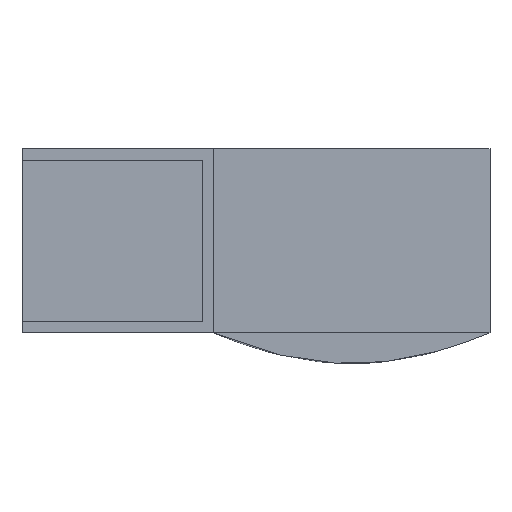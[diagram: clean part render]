
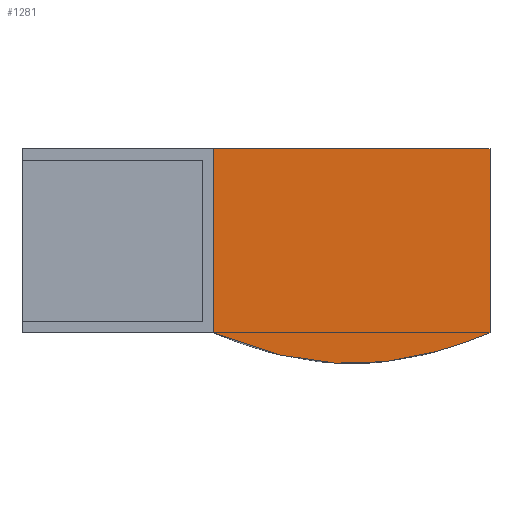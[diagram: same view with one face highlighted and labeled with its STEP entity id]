
A CAD part, front view. The second image highlights one B-rep face of the part: STEP entity #1281.
In plain terms, the highlighted planar face has unit normal (0, -1, 0).
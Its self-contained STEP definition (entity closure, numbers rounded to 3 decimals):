
#96=(
BOUNDED_CURVE()
B_SPLINE_CURVE(5,(#2212,#2213,#2214,#2215,#2216,#2217,#2218,#2219,#2220,
#2221,#2222,#2223,#2224,#2225,#2226),.UNSPECIFIED.,.F.,.F.)
B_SPLINE_CURVE_WITH_KNOTS((6,1,1,1,1,1,1,1,1,1,6),(0.,0.1,0.2,0.3,0.4,0.5,
0.6,0.7,0.8,0.9,1.),.UNSPECIFIED.)
CURVE()
GEOMETRIC_REPRESENTATION_ITEM()
RATIONAL_B_SPLINE_CURVE((1.,1.,1.,1.,1.,1.,1.,1.,1.,1.,1.,1.,1.,1.,1.))
REPRESENTATION_ITEM('')
);
#190=FACE_OUTER_BOUND('',#284,.T.);
#284=EDGE_LOOP('',(#1118,#1119,#1120,#1121));
#400=LINE('',#2235,#524);
#403=LINE('',#2239,#527);
#405=LINE('',#2242,#529);
#524=VECTOR('',#1767,10.);
#527=VECTOR('',#1772,10.);
#529=VECTOR('',#1776,10.);
#626=VERTEX_POINT('',#2209);
#627=VERTEX_POINT('',#2211);
#630=VERTEX_POINT('',#2232);
#631=VERTEX_POINT('',#2234);
#788=EDGE_CURVE('',#627,#626,#96,.T.);
#792=EDGE_CURVE('',#631,#630,#400,.T.);
#795=EDGE_CURVE('',#626,#631,#403,.T.);
#797=EDGE_CURVE('',#630,#627,#405,.T.);
#1118=ORIENTED_EDGE('',*,*,#797,.T.);
#1119=ORIENTED_EDGE('',*,*,#788,.T.);
#1120=ORIENTED_EDGE('',*,*,#795,.T.);
#1121=ORIENTED_EDGE('',*,*,#792,.T.);
#1197=PLANE('',#1424);
#1281=ADVANCED_FACE('',(#190),#1197,.T.);
#1424=AXIS2_PLACEMENT_3D('',#2243,#1777,#1778);
#1767=DIRECTION('',(-1.,0.,0.));
#1772=DIRECTION('',(0.,0.,1.));
#1776=DIRECTION('',(0.,0.,-1.));
#1777=DIRECTION('center_axis',(0.,-1.,0.));
#1778=DIRECTION('ref_axis',(0.,0.,-1.));
#2209=CARTESIAN_POINT('',(48.5,-445.,-12.));
#2211=CARTESIAN_POINT('',(12.5,-445.,-12.));
#2212=CARTESIAN_POINT('Ctrl Pts',(12.5,-445.,-12.));
#2213=CARTESIAN_POINT('Ctrl Pts',(13.22,-445.,-12.303));
#2214=CARTESIAN_POINT('Ctrl Pts',(14.66,-445.,-12.884));
#2215=CARTESIAN_POINT('Ctrl Pts',(16.82,-445.,-13.675));
#2216=CARTESIAN_POINT('Ctrl Pts',(19.7,-445.,-14.568));
#2217=CARTESIAN_POINT('Ctrl Pts',(23.3,-445.,-15.396));
#2218=CARTESIAN_POINT('Ctrl Pts',(26.9,-445.,-15.912));
#2219=CARTESIAN_POINT('Ctrl Pts',(30.5,-445.,-16.088));
#2220=CARTESIAN_POINT('Ctrl Pts',(34.1,-445.,-15.912));
#2221=CARTESIAN_POINT('Ctrl Pts',(37.7,-445.,-15.396));
#2222=CARTESIAN_POINT('Ctrl Pts',(41.3,-445.,-14.568));
#2223=CARTESIAN_POINT('Ctrl Pts',(44.18,-445.,-13.675));
#2224=CARTESIAN_POINT('Ctrl Pts',(46.34,-445.,-12.884));
#2225=CARTESIAN_POINT('Ctrl Pts',(47.78,-445.,-12.303));
#2226=CARTESIAN_POINT('Ctrl Pts',(48.5,-445.,-12.));
#2232=CARTESIAN_POINT('',(12.5,-445.,12.));
#2234=CARTESIAN_POINT('',(48.5,-445.,12.));
#2235=CARTESIAN_POINT('',(12.5,-445.,12.));
#2239=CARTESIAN_POINT('',(48.5,-445.,12.));
#2242=CARTESIAN_POINT('',(12.5,-445.,-12.));
#2243=CARTESIAN_POINT('Origin',(30.5,-445.,0.));
